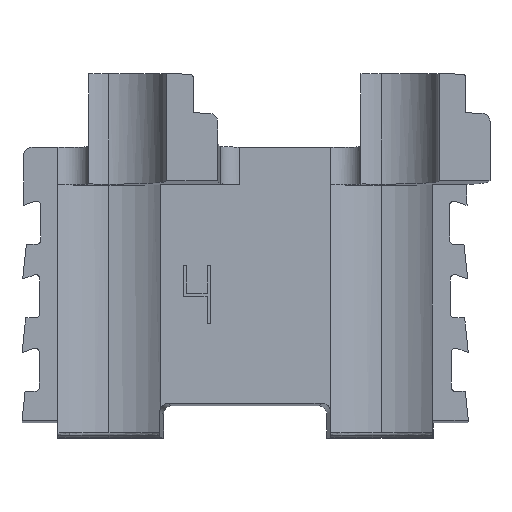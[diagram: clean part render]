
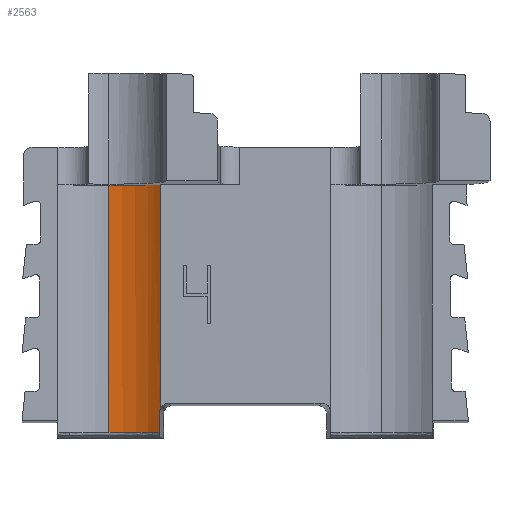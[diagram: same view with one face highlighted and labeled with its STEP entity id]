
A CAD part, top view. The second image highlights one B-rep face of the part: STEP entity #2563.
In plain terms, the highlighted cylindrical face has radius 2.425 mm (diameter 4.85 mm), a partial arc.
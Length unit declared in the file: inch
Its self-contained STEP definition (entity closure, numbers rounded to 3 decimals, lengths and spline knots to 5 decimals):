
#12 = AXIS2_PLACEMENT_3D ( 'NONE', #2643, #728, #2946 ) ;
#27 = CARTESIAN_POINT ( 'NONE',  ( -0.11542, 0.29182, -0.08839 ) ) ;
#30 = VECTOR ( 'NONE', #3395, 39.37008 ) ;
#42 = B_SPLINE_CURVE_WITH_KNOTS ( 'NONE', 3,
 ( #1800, #1890, #1777, #1634 ),
 .UNSPECIFIED., .F., .F.,
 ( 4, 4 ),
 ( 0., 0.00008 ),
 .UNSPECIFIED. ) ;
#81 = VECTOR ( 'NONE', #1891, 39.37008 ) ;
#128 = EDGE_CURVE ( 'NONE', #627, #3238, #2582, .T. ) ;
#149 = VECTOR ( 'NONE', #1548, 39.37008 ) ;
#208 = CARTESIAN_POINT ( 'NONE',  ( -0.09883, 0.02939, -0.07533 ) ) ;
#274 = EDGE_CURVE ( 'NONE', #903, #1484, #426, .T. ) ;
#277 = CARTESIAN_POINT ( 'NONE',  ( -0.15748, 0.29145, -0.09547 ) ) ;
#283 = ORIENTED_EDGE ( 'NONE', *, *, #1337, .F. ) ;
#296 = CARTESIAN_POINT ( 'NONE',  ( -0.15748, 0.29145, -0.09547 ) ) ;
#320 = CARTESIAN_POINT ( 'NONE',  ( -0.13585, 0.29145, -0.09547 ) ) ;
#426 = LINE ( 'NONE', #3364, #30 ) ;
#439 = CARTESIAN_POINT ( 'NONE',  ( -0.09883, 0.00557, -0.07533 ) ) ;
#627 = VERTEX_POINT ( 'NONE', #296 ) ;
#628 = EDGE_CURVE ( 'NONE', #627, #710, #3563, .T. ) ;
#710 = VERTEX_POINT ( 'NONE', #2441 ) ;
#728 = DIRECTION ( 'NONE',  ( 0., -1., 0. ) ) ;
#733 = CARTESIAN_POINT ( 'NONE',  ( -0.09842, 0.29253, -0.07502 ) ) ;
#903 = VERTEX_POINT ( 'NONE', #439 ) ;
#975 = CYLINDRICAL_SURFACE ( 'NONE', #1541, 0.09547 ) ;
#1117 = ORIENTED_EDGE ( 'NONE', *, *, #274, .T. ) ;
#1331 = EDGE_CURVE ( 'NONE', #1484, #3905, #42, .T. ) ;
#1337 = EDGE_CURVE ( 'NONE', #710, #3905, #2627, .T. ) ;
#1484 = VERTEX_POINT ( 'NONE', #208 ) ;
#1541 = AXIS2_PLACEMENT_3D ( 'NONE', #3315, #1751, #2971 ) ;
#1548 = DIRECTION ( 'NONE',  ( 0., -1., 0. ) ) ;
#1601 = CARTESIAN_POINT ( 'NONE',  ( -0.09842, 0.3752, -0.07502 ) ) ;
#1634 = CARTESIAN_POINT ( 'NONE',  ( -0.09842, 0.03231, -0.07502 ) ) ;
#1696 = CARTESIAN_POINT ( 'NONE',  ( -0.15748, 0.3752, -0.09547 ) ) ;
#1751 = DIRECTION ( 'NONE',  ( 0., -1., 0. ) ) ;
#1777 = CARTESIAN_POINT ( 'NONE',  ( -0.09869, 0.03137, -0.07523 ) ) ;
#1788 = EDGE_CURVE ( 'NONE', #3238, #903, #3421, .T. ) ;
#1800 = CARTESIAN_POINT ( 'NONE',  ( -0.09883, 0.02939, -0.07533 ) ) ;
#1890 = CARTESIAN_POINT ( 'NONE',  ( -0.09883, 0.03039, -0.07533 ) ) ;
#1891 = DIRECTION ( 'NONE',  ( 0., -1., 0. ) ) ;
#1900 = ORIENTED_EDGE ( 'NONE', *, *, #1788, .T. ) ;
#2089 = ORIENTED_EDGE ( 'NONE', *, *, #1331, .T. ) ;
#2441 = CARTESIAN_POINT ( 'NONE',  ( -0.09842, 0.29253, -0.07502 ) ) ;
#2534 = ORIENTED_EDGE ( 'NONE', *, *, #628, .F. ) ;
#2563 = ADVANCED_FACE ( 'NONE', ( #3581 ), #975, .F. ) ;
#2582 = LINE ( 'NONE', #1696, #81 ) ;
#2618 = ORIENTED_EDGE ( 'NONE', *, *, #128, .T. ) ;
#2627 = LINE ( 'NONE', #1601, #149 ) ;
#2643 = CARTESIAN_POINT ( 'NONE',  ( -0.15748, 0.00557, 0. ) ) ;
#2701 = CARTESIAN_POINT ( 'NONE',  ( -0.09842, 0.03231, -0.07502 ) ) ;
#2946 = DIRECTION ( 'NONE',  ( 0., 0., 1. ) ) ;
#2971 = DIRECTION ( 'NONE',  ( 0., 0., -1. ) ) ;
#3238 = VERTEX_POINT ( 'NONE', #3852 ) ;
#3240 = EDGE_LOOP ( 'NONE', ( #2534, #2618, #1900, #1117, #2089, #283 ) ) ;
#3315 = CARTESIAN_POINT ( 'NONE',  ( -0.15748, 0.3752, 0. ) ) ;
#3364 = CARTESIAN_POINT ( 'NONE',  ( -0.09883, 0.3752, -0.07533 ) ) ;
#3395 = DIRECTION ( 'NONE',  ( 0., 1., 0. ) ) ;
#3421 = CIRCLE ( 'NONE', #12, 0.09547 ) ;
#3563 =( BOUNDED_CURVE ( )  B_SPLINE_CURVE ( 3, ( #277, #320, #27, #733 ),
 .UNSPECIFIED., .F., .F. ) 
 B_SPLINE_CURVE_WITH_KNOTS ( ( 4, 4 ),
 ( 0., 0.66691 ),
 .UNSPECIFIED. ) 
 CURVE ( )  GEOMETRIC_REPRESENTATION_ITEM ( )  RATIONAL_B_SPLINE_CURVE ( ( 1., 0.963, 0.963, 1. ) ) 
 REPRESENTATION_ITEM ( '' )  );
#3581 = FACE_OUTER_BOUND ( 'NONE', #3240, .T. ) ;
#3852 = CARTESIAN_POINT ( 'NONE',  ( -0.15748, 0.00557, -0.09547 ) ) ;
#3905 = VERTEX_POINT ( 'NONE', #2701 ) ;
